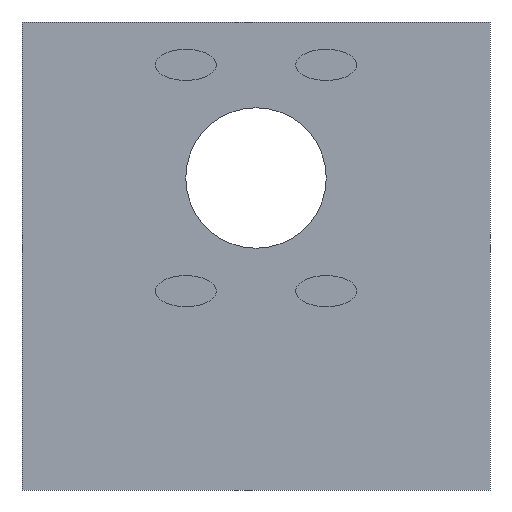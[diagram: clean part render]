
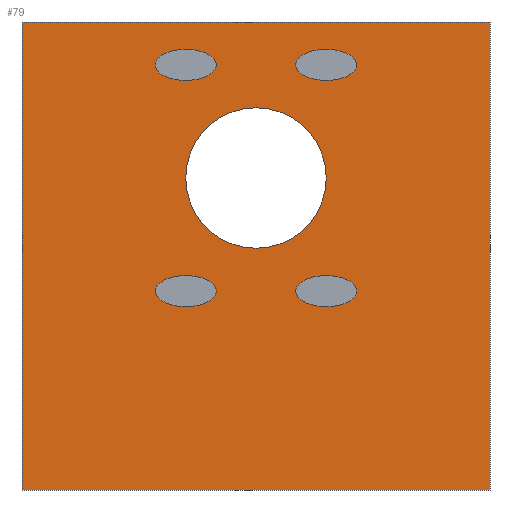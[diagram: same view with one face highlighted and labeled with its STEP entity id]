
A CAD part, left-side view. The second image highlights one B-rep face of the part: STEP entity #79.
In plain terms, the highlighted planar face has unit normal (-1, 0, 0).
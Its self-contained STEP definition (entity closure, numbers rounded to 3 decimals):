
#79=ADVANCED_FACE('',(#166,#167,#168,#169,#170,#171),#172,.T.);
#166=FACE_OUTER_BOUND('',#456,.T.);
#167=FACE_BOUND('',#457,.T.);
#168=FACE_BOUND('',#458,.T.);
#169=FACE_BOUND('',#459,.T.);
#170=FACE_BOUND('',#460,.T.);
#171=FACE_BOUND('',#461,.T.);
#172=PLANE('',#462);
#456=EDGE_LOOP('',(#709,#710,#711,#712));
#457=EDGE_LOOP('',(#713,#714));
#458=EDGE_LOOP('',(#715,#716));
#459=EDGE_LOOP('',(#717,#718));
#460=EDGE_LOOP('',(#719,#720));
#461=EDGE_LOOP('',(#721,#722));
#462=AXIS2_PLACEMENT_3D('',#723,#724,#725);
#709=ORIENTED_EDGE('',*,*,#859,.F.);
#710=ORIENTED_EDGE('',*,*,#860,.F.);
#711=ORIENTED_EDGE('',*,*,#861,.F.);
#712=ORIENTED_EDGE('',*,*,#862,.F.);
#713=ORIENTED_EDGE('',*,*,#863,.F.);
#714=ORIENTED_EDGE('',*,*,#864,.F.);
#715=ORIENTED_EDGE('',*,*,#865,.F.);
#716=ORIENTED_EDGE('',*,*,#866,.F.);
#717=ORIENTED_EDGE('',*,*,#867,.F.);
#718=ORIENTED_EDGE('',*,*,#868,.F.);
#719=ORIENTED_EDGE('',*,*,#869,.F.);
#720=ORIENTED_EDGE('',*,*,#870,.F.);
#721=ORIENTED_EDGE('',*,*,#871,.T.);
#722=ORIENTED_EDGE('',*,*,#841,.T.);
#723=CARTESIAN_POINT('',(0.0,0.0,-5.0));
#724=DIRECTION('',(-1.0,0.,0.));
#725=DIRECTION('',(0.,0.0,-1.0));
#841=EDGE_CURVE('',#942,#946,#948,.T.);
#859=EDGE_CURVE('',#966,#967,#968,.T.);
#860=EDGE_CURVE('',#969,#966,#970,.T.);
#861=EDGE_CURVE('',#971,#969,#972,.T.);
#862=EDGE_CURVE('',#967,#971,#973,.T.);
#863=EDGE_CURVE('',#974,#975,#976,.T.);
#864=EDGE_CURVE('',#975,#974,#977,.T.);
#865=EDGE_CURVE('',#978,#979,#980,.T.);
#866=EDGE_CURVE('',#979,#978,#981,.T.);
#867=EDGE_CURVE('',#982,#983,#984,.T.);
#868=EDGE_CURVE('',#983,#982,#985,.T.);
#869=EDGE_CURVE('',#986,#987,#988,.T.);
#870=EDGE_CURVE('',#987,#986,#989,.T.);
#871=EDGE_CURVE('',#946,#942,#990,.T.);
#942=VERTEX_POINT('',#1073);
#946=VERTEX_POINT('',#1078);
#948=CIRCLE('',#1081,4.5);
#966=VERTEX_POINT('',#1099);
#967=VERTEX_POINT('',#1100);
#968=LINE('',#1101,#1102);
#969=VERTEX_POINT('',#1103);
#970=LINE('',#1104,#1105);
#971=VERTEX_POINT('',#1106);
#972=LINE('',#1107,#1108);
#973=LINE('',#1109,#1110);
#974=VERTEX_POINT('',#1111);
#975=VERTEX_POINT('',#1112);
#976=ELLIPSE('',#1113,1.95,1.);
#977=ELLIPSE('',#1114,1.95,1.0);
#978=VERTEX_POINT('',#1115);
#979=VERTEX_POINT('',#1116);
#980=ELLIPSE('',#1117,1.95,1.0);
#981=ELLIPSE('',#1118,1.95,1.0);
#982=VERTEX_POINT('',#1119);
#983=VERTEX_POINT('',#1120);
#984=ELLIPSE('',#1121,1.95,1.0);
#985=ELLIPSE('',#1122,1.95,1.0);
#986=VERTEX_POINT('',#1123);
#987=VERTEX_POINT('',#1124);
#988=ELLIPSE('',#1125,1.95,1.0);
#989=ELLIPSE('',#1126,1.95,1.0);
#990=CIRCLE('',#1127,4.5);
#1073=CARTESIAN_POINT('',(0.,0.,-4.5));
#1078=CARTESIAN_POINT('',(0.,0.,4.5));
#1081=AXIS2_PLACEMENT_3D('',#1209,#1210,#1211);
#1099=CARTESIAN_POINT('',(0.,-15.0,-20.0));
#1100=CARTESIAN_POINT('',(0.,15.0,-20.0));
#1101=CARTESIAN_POINT('',(0.,-15.0,-20.0));
#1102=VECTOR('',#1236,30.0);
#1103=CARTESIAN_POINT('',(0.,-15.0,10.0));
#1104=CARTESIAN_POINT('',(0.,-15.0,10.0));
#1105=VECTOR('',#1237,30.0);
#1106=CARTESIAN_POINT('',(0.,15.0,10.0));
#1107=CARTESIAN_POINT('',(0.,15.0,10.0));
#1108=VECTOR('',#1238,30.0);
#1109=CARTESIAN_POINT('',(0.,15.0,-20.0));
#1110=VECTOR('',#1239,30.0);
#1111=CARTESIAN_POINT('',(0.,2.55,7.25));
#1112=CARTESIAN_POINT('',(0.,6.45,7.25));
#1113=AXIS2_PLACEMENT_3D('',#1240,#1241,#1242);
#1114=AXIS2_PLACEMENT_3D('',#1243,#1244,#1245);
#1115=CARTESIAN_POINT('',(0.,-6.45,-7.25));
#1116=CARTESIAN_POINT('',(0.,-2.55,-7.25));
#1117=AXIS2_PLACEMENT_3D('',#1246,#1247,#1248);
#1118=AXIS2_PLACEMENT_3D('',#1249,#1250,#1251);
#1119=CARTESIAN_POINT('',(0.,-6.45,7.25));
#1120=CARTESIAN_POINT('',(0.,-2.55,7.25));
#1121=AXIS2_PLACEMENT_3D('',#1252,#1253,#1254);
#1122=AXIS2_PLACEMENT_3D('',#1255,#1256,#1257);
#1123=CARTESIAN_POINT('',(0.,6.45,-7.25));
#1124=CARTESIAN_POINT('',(0.,2.55,-7.25));
#1125=AXIS2_PLACEMENT_3D('',#1258,#1259,#1260);
#1126=AXIS2_PLACEMENT_3D('',#1261,#1262,#1263);
#1127=AXIS2_PLACEMENT_3D('',#1264,#1265,#1266);
#1209=CARTESIAN_POINT('',(0.,0.,0.0));
#1210=DIRECTION('',(1.0,0.,0.));
#1211=DIRECTION('',(0.,0.,-1.0));
#1236=DIRECTION('',(0.0,1.0,0.));
#1237=DIRECTION('',(0.,0.,-1.0));
#1238=DIRECTION('',(0.0,-1.0,0.));
#1239=DIRECTION('',(0.,0.,1.0));
#1240=CARTESIAN_POINT('',(0.,4.5,7.25));
#1241=DIRECTION('',(-1.0,0.,0.));
#1242=DIRECTION('',(0.,-1.0,0.));
#1243=CARTESIAN_POINT('',(0.,4.5,7.25));
#1244=DIRECTION('',(-1.0,0.,0.));
#1245=DIRECTION('',(0.,-1.0,0.));
#1246=CARTESIAN_POINT('',(0.,-4.5,-7.25));
#1247=DIRECTION('',(-1.0,0.,0.));
#1248=DIRECTION('',(0.,-1.0,0.));
#1249=CARTESIAN_POINT('',(0.,-4.5,-7.25));
#1250=DIRECTION('',(-1.0,0.,0.));
#1251=DIRECTION('',(0.,-1.0,0.));
#1252=CARTESIAN_POINT('',(0.,-4.5,7.25));
#1253=DIRECTION('',(-1.0,0.,0.));
#1254=DIRECTION('',(0.,-1.0,0.));
#1255=CARTESIAN_POINT('',(0.,-4.5,7.25));
#1256=DIRECTION('',(-1.0,0.,0.));
#1257=DIRECTION('',(0.0,-1.0,0.));
#1258=CARTESIAN_POINT('',(0.,4.5,-7.25));
#1259=DIRECTION('',(-1.0,0.,0.));
#1260=DIRECTION('',(0.,-1.0,0.));
#1261=CARTESIAN_POINT('',(0.,4.5,-7.25));
#1262=DIRECTION('',(-1.0,0.,0.));
#1263=DIRECTION('',(0.,-1.0,0.));
#1264=CARTESIAN_POINT('',(0.,0.,0.0));
#1265=DIRECTION('',(1.0,0.,0.));
#1266=DIRECTION('',(0.,0.,-1.0));
